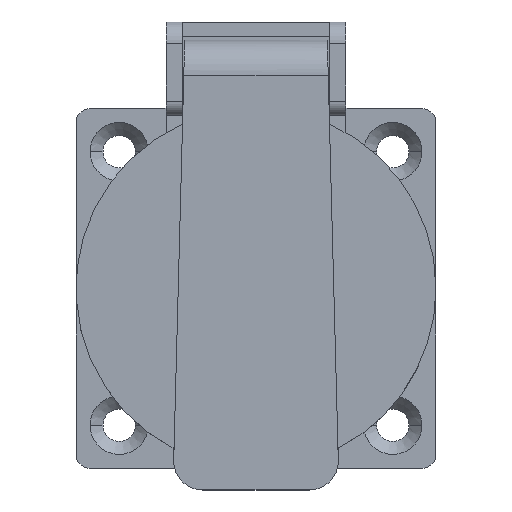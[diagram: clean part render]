
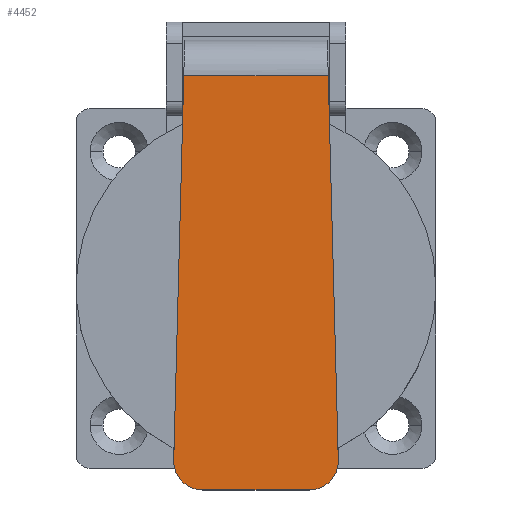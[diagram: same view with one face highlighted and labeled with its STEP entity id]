
A CAD part, top view. The second image highlights one B-rep face of the part: STEP entity #4452.
In plain terms, the highlighted planar face has unit normal (0, 0, 1).
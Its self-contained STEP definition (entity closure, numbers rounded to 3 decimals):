
#34 = DIRECTION ( 'NONE',  ( -0.026, -1., 0. ) ) ;
#186 = CARTESIAN_POINT ( 'NONE',  ( 7.431, -24., 15.5 ) ) ;
#406 = LINE ( 'NONE', #10595, #4244 ) ;
#465 = VECTOR ( 'NONE', #5288, 1000. ) ;
#467 = AXIS2_PLACEMENT_3D ( 'NONE', #2042, #7365, #1166 ) ;
#482 = LINE ( 'NONE', #6102, #4895 ) ;
#579 = DIRECTION ( 'NONE',  ( 0., 1., 0. ) ) ;
#658 = LINE ( 'NONE', #6628, #3283 ) ;
#1059 = DIRECTION ( 'NONE',  ( 0., 1., 0. ) ) ;
#1166 = DIRECTION ( 'NONE',  ( 0., 1., 0. ) ) ;
#1441 = DIRECTION ( 'NONE',  ( 0., 0., -1. ) ) ;
#1602 = EDGE_CURVE ( 'NONE', #7204, #4695, #8351, .T. ) ;
#1712 = EDGE_CURVE ( 'NONE', #2919, #4695, #482, .T. ) ;
#2042 = CARTESIAN_POINT ( 'NONE',  ( 7.431, -24., 15.5 ) ) ;
#2317 = VERTEX_POINT ( 'NONE', #9421 ) ;
#2430 = AXIS2_PLACEMENT_3D ( 'NONE', #9621, #8766, #2590 ) ;
#2590 = DIRECTION ( 'NONE',  ( 0., 1., 0. ) ) ;
#2919 = VERTEX_POINT ( 'NONE', #10733 ) ;
#2923 = CARTESIAN_POINT ( 'NONE',  ( -7.431, -28., 15.5 ) ) ;
#2935 = CIRCLE ( 'NONE', #6526, 4. ) ;
#3059 = DIRECTION ( 'NONE',  ( 0.026, -1., 0. ) ) ;
#3235 = CARTESIAN_POINT ( 'NONE',  ( 11.431, -24., 15.5 ) ) ;
#3283 = VECTOR ( 'NONE', #3059, 1000. ) ;
#3670 = EDGE_LOOP ( 'NONE', ( #7715, #3963, #5010, #4331, #3845, #5623, #10188, #9623 ) ) ;
#3684 = VERTEX_POINT ( 'NONE', #11378 ) ;
#3787 = EDGE_CURVE ( 'NONE', #4464, #2317, #8535, .T. ) ;
#3845 = ORIENTED_EDGE ( 'NONE', *, *, #10232, .T. ) ;
#3894 = EDGE_CURVE ( 'NONE', #6687, #2317, #658, .T. ) ;
#3963 = ORIENTED_EDGE ( 'NONE', *, *, #9689, .T. ) ;
#4212 = FACE_OUTER_BOUND ( 'NONE', #3670, .T. ) ;
#4214 = CARTESIAN_POINT ( 'NONE',  ( 9.9, 0., 15.5 ) ) ;
#4244 = VECTOR ( 'NONE', #34, 1000. ) ;
#4331 = ORIENTED_EDGE ( 'NONE', *, *, #1712, .F. ) ;
#4389 = CARTESIAN_POINT ( 'NONE',  ( -9.9, 29.5, 15.5 ) ) ;
#4452 = ADVANCED_FACE ( 'NONE', ( #4212 ), #8523, .F. ) ;
#4464 = VERTEX_POINT ( 'NONE', #3235 ) ;
#4695 = VERTEX_POINT ( 'NONE', #2923 ) ;
#4895 = VECTOR ( 'NONE', #11433, 1000. ) ;
#5010 = ORIENTED_EDGE ( 'NONE', *, *, #1602, .T. ) ;
#5136 = AXIS2_PLACEMENT_3D ( 'NONE', #4214, #1441, #579 ) ;
#5256 = DIRECTION ( 'NONE',  ( 0., 0., 1. ) ) ;
#5288 = DIRECTION ( 'NONE',  ( -1., 0., 0. ) ) ;
#5623 = ORIENTED_EDGE ( 'NONE', *, *, #3787, .T. ) ;
#5897 = CARTESIAN_POINT ( 'NONE',  ( -11.431, -24., 15.5 ) ) ;
#6102 = CARTESIAN_POINT ( 'NONE',  ( 9.9, -28., 15.5 ) ) ;
#6350 = DIRECTION ( 'NONE',  ( 0., 0., 1. ) ) ;
#6376 = AXIS2_PLACEMENT_3D ( 'NONE', #10530, #5256, #11445 ) ;
#6526 = AXIS2_PLACEMENT_3D ( 'NONE', #186, #6350, #1059 ) ;
#6628 = CARTESIAN_POINT ( 'NONE',  ( 10.803, 0.012, 15.5 ) ) ;
#6687 = VERTEX_POINT ( 'NONE', #6715 ) ;
#6715 = CARTESIAN_POINT ( 'NONE',  ( 10.031, 29.5, 15.5 ) ) ;
#6921 = EDGE_CURVE ( 'NONE', #3684, #11458, #406, .T. ) ;
#7204 = VERTEX_POINT ( 'NONE', #5897 ) ;
#7208 = CARTESIAN_POINT ( 'NONE',  ( -11.429, -23.895, 15.5 ) ) ;
#7365 = DIRECTION ( 'NONE',  ( 0., 0., 1. ) ) ;
#7715 = ORIENTED_EDGE ( 'NONE', *, *, #6921, .T. ) ;
#8351 = CIRCLE ( 'NONE', #2430, 4. ) ;
#8523 = PLANE ( 'NONE',  #5136 ) ;
#8535 = CIRCLE ( 'NONE', #467, 4. ) ;
#8766 = DIRECTION ( 'NONE',  ( 0., 0., 1. ) ) ;
#9421 = CARTESIAN_POINT ( 'NONE',  ( 11.429, -23.895, 15.5 ) ) ;
#9621 = CARTESIAN_POINT ( 'NONE',  ( -7.431, -24., 15.5 ) ) ;
#9623 = ORIENTED_EDGE ( 'NONE', *, *, #10694, .T. ) ;
#9689 = EDGE_CURVE ( 'NONE', #11458, #7204, #10831, .T. ) ;
#9859 = LINE ( 'NONE', #4389, #465 ) ;
#10188 = ORIENTED_EDGE ( 'NONE', *, *, #3894, .F. ) ;
#10232 = EDGE_CURVE ( 'NONE', #2919, #4464, #2935, .T. ) ;
#10530 = CARTESIAN_POINT ( 'NONE',  ( -7.431, -24., 15.5 ) ) ;
#10595 = CARTESIAN_POINT ( 'NONE',  ( -10.803, 0.012, 15.5 ) ) ;
#10694 = EDGE_CURVE ( 'NONE', #6687, #3684, #9859, .T. ) ;
#10733 = CARTESIAN_POINT ( 'NONE',  ( 7.431, -28., 15.5 ) ) ;
#10831 = CIRCLE ( 'NONE', #6376, 4. ) ;
#11378 = CARTESIAN_POINT ( 'NONE',  ( -10.031, 29.5, 15.5 ) ) ;
#11433 = DIRECTION ( 'NONE',  ( -1., 0., 0. ) ) ;
#11445 = DIRECTION ( 'NONE',  ( 0., 1., 0. ) ) ;
#11458 = VERTEX_POINT ( 'NONE', #7208 ) ;
